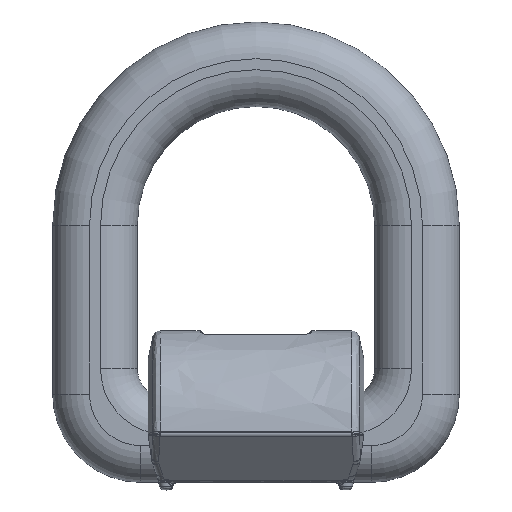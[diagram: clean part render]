
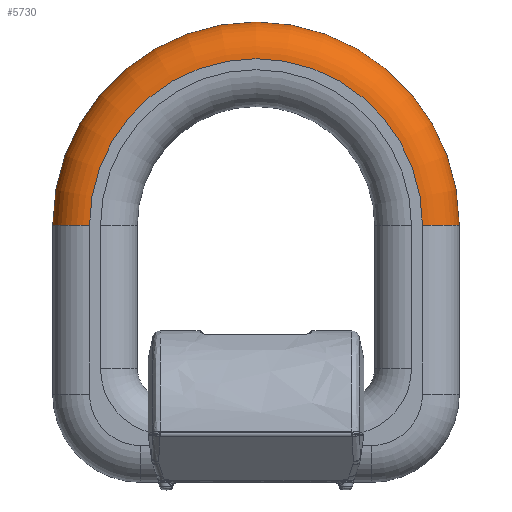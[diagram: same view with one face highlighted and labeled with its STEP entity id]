
A CAD part, top view. The second image highlights one B-rep face of the part: STEP entity #5730.
In plain terms, the highlighted toroidal (fillet/blend) face has major radius 68 mm and minor radius 15 mm.
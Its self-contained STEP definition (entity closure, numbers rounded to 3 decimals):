
#119 = CARTESIAN_POINT ( 'NONE',  ( 68., 11., 2.25 ) ) ;
#625 = DIRECTION ( 'NONE',  ( 0., 0., -1. ) ) ;
#2209 = CARTESIAN_POINT ( 'NONE',  ( -68., 11., 2.25 ) ) ;
#2349 = AXIS2_PLACEMENT_3D ( 'NONE', #2209, #2598, #10494 ) ;
#2598 = DIRECTION ( 'NONE',  ( 0., -1., 0. ) ) ;
#3199 = CIRCLE ( 'NONE', #2349, 15. ) ;
#3862 = CARTESIAN_POINT ( 'NONE',  ( -68., 11., 17.25 ) ) ;
#4090 = CIRCLE ( 'NONE', #9436, 83. ) ;
#5278 = AXIS2_PLACEMENT_3D ( 'NONE', #22468, #24411, #14596 ) ;
#5730 = ADVANCED_FACE ( 'NONE', ( #12331 ), #21394, .T. ) ;
#5897 = VERTEX_POINT ( 'NONE', #23047 ) ;
#6485 = DIRECTION ( 'NONE',  ( 0., 1., 0. ) ) ;
#6551 = ORIENTED_EDGE ( 'NONE', *, *, #10684, .F. ) ;
#6604 = VERTEX_POINT ( 'NONE', #3862 ) ;
#7580 = CARTESIAN_POINT ( 'NONE',  ( 0., 11., 2.25 ) ) ;
#9057 = EDGE_CURVE ( 'NONE', #18933, #6604, #13160, .T. ) ;
#9436 = AXIS2_PLACEMENT_3D ( 'NONE', #18381, #625, #20175 ) ;
#10494 = DIRECTION ( 'NONE',  ( 1., 0., 0. ) ) ;
#10684 = EDGE_CURVE ( 'NONE', #5897, #11779, #4090, .T. ) ;
#10749 = CARTESIAN_POINT ( 'NONE',  ( 83., 11., 2.25 ) ) ;
#11102 = CIRCLE ( 'NONE', #15641, 15. ) ;
#11779 = VERTEX_POINT ( 'NONE', #10749 ) ;
#12331 = FACE_OUTER_BOUND ( 'NONE', #20256, .T. ) ;
#12984 = EDGE_CURVE ( 'NONE', #18933, #11779, #11102, .T. ) ;
#13160 = CIRCLE ( 'NONE', #5278, 68. ) ;
#13668 = DIRECTION ( 'NONE',  ( 0., 0., 1. ) ) ;
#14596 = DIRECTION ( 'NONE',  ( 1., 0., 0. ) ) ;
#15641 = AXIS2_PLACEMENT_3D ( 'NONE', #119, #6485, #19807 ) ;
#16400 = ORIENTED_EDGE ( 'NONE', *, *, #9057, .F. ) ;
#18381 = CARTESIAN_POINT ( 'NONE',  ( 0., 11., 2.25 ) ) ;
#18933 = VERTEX_POINT ( 'NONE', #21500 ) ;
#19107 = ORIENTED_EDGE ( 'NONE', *, *, #12984, .T. ) ;
#19582 = ORIENTED_EDGE ( 'NONE', *, *, #21074, .F. ) ;
#19807 = DIRECTION ( 'NONE',  ( -1., 0., 0. ) ) ;
#20175 = DIRECTION ( 'NONE',  ( 1., 0., 0. ) ) ;
#20200 = DIRECTION ( 'NONE',  ( 1., 0., 0. ) ) ;
#20256 = EDGE_LOOP ( 'NONE', ( #19107, #6551, #19582, #16400 ) ) ;
#21074 = EDGE_CURVE ( 'NONE', #6604, #5897, #3199, .T. ) ;
#21394 = TOROIDAL_SURFACE ( 'NONE', #25107, 68., 15. ) ;
#21500 = CARTESIAN_POINT ( 'NONE',  ( 68., 11., 17.25 ) ) ;
#22468 = CARTESIAN_POINT ( 'NONE',  ( 0., 11., 17.25 ) ) ;
#23047 = CARTESIAN_POINT ( 'NONE',  ( -83., 11., 2.25 ) ) ;
#24411 = DIRECTION ( 'NONE',  ( 0., 0., 1. ) ) ;
#25107 = AXIS2_PLACEMENT_3D ( 'NONE', #7580, #13668, #20200 ) ;
